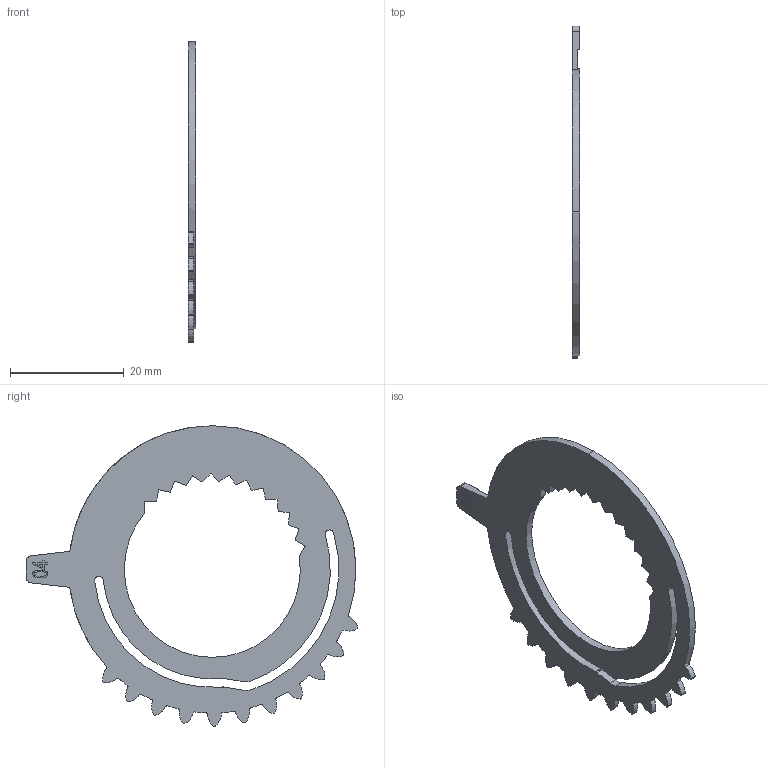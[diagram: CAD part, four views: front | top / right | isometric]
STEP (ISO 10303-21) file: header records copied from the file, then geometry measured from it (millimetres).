
FILE_DESCRIPTION (( 'STEP AP214' ), '1' );
FILE_NAME ('Drum - Operand Digit Crown 04.STEP', '2025-07-06T08:34:52', ( '' ), ( '' ), 'SwSTEP 2.0', 'SolidWorks 2025', '' );
FILE_SCHEMA (( 'AUTOMOTIVE_DESIGN' ));
Length unit declared in the file: millimetre
Products named in the file (1): Drum - Operand Digit Crown 04
Bounding box: 1.4 x 58.45 x 52.95 mm (x, y, z)
Volume: 1673.1 mm3; surface area: 3062.7 mm2
Topology: 1 solids, 1 shells, 189 faces, 549 edges, 366 vertices
Faces by surface type: cylinder 119, plane 61, bspline 9
Entity records: 6937 total; most frequent: CARTESIAN_POINT 1698, DIRECTION 1155, ORIENTED_EDGE 1098, EDGE_CURVE 549, AXIS2_PLACEMENT_3D 443, VERTEX_POINT 366, LINE 269, VECTOR 269
